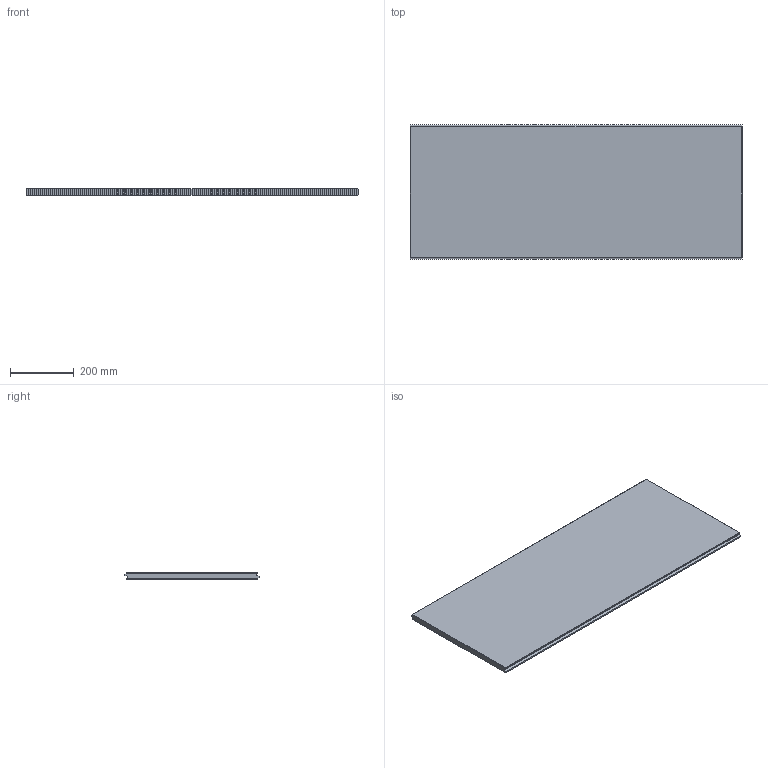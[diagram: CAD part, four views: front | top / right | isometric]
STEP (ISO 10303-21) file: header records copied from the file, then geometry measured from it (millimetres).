
FILE_DESCRIPTION(/* description */ (''),/* implementation_level */ '2;1');
FILE_NAME(/* name */ 'Leaf_Mid.step',/* time_stamp */ '2023-05-20T12:52:45-04:00',/* author */ (''),/* organization */ (''),/* preprocessor_version */ 'ST-DEVELOPER v19.2',/* originating_system */ 'Autodesk Translation Framework v12.4.0.73',/* authorisation */ '');
FILE_SCHEMA (('AUTOMOTIVE_DESIGN { 1 0 10303 214 3 1 1 }'));
Length unit declared in the file: inch
Products named in the file (1): Leaf_Mid
Bounding box: 1041.4 x 420.37 x 19.05 mm (x, y, z)
Volume: 8181092.3 mm3; surface area: 934017.8 mm2
Topology: 1 solids, 1 shells, 26 faces, 64 edges, 40 vertices
Faces by surface type: plane 26
Entity records: 786 total; most frequent: CARTESIAN_POINT 131, ORIENTED_EDGE 128, DIRECTION 118, LINE 64, VECTOR 64, EDGE_CURVE 64, VERTEX_POINT 40, AXIS2_PLACEMENT_3D 27
